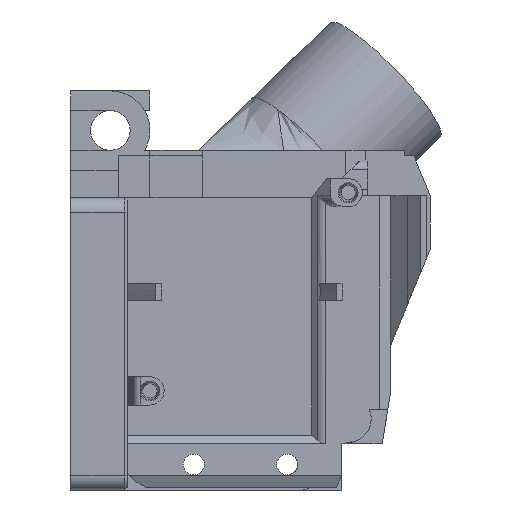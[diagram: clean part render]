
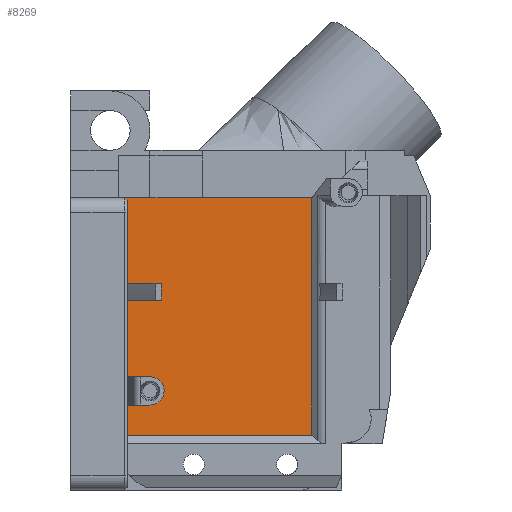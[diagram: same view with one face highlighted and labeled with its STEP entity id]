
A CAD part, left-side view. The second image highlights one B-rep face of the part: STEP entity #8269.
In plain terms, the highlighted planar face has unit normal (-1, 0, 0).
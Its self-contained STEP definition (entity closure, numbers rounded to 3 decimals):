
#151=FACE_BOUND('',#1316,.T.);
#417=PLANE('',#8974);
#842=FACE_OUTER_BOUND('',#1315,.T.);
#1315=EDGE_LOOP('',(#7657,#7658,#7659,#7660,#7661,#7662,#7663,#7664,#7665,
#7666,#7667));
#1316=EDGE_LOOP('',(#7668,#7669,#7670,#7671));
#1591=CIRCLE('',#8960,15.5);
#1592=CIRCLE('',#8963,21.5);
#1593=CIRCLE('',#8964,21.5);
#1594=CIRCLE('',#8966,2.5);
#1739=LINE('',#11480,#2542);
#2484=LINE('',#16422,#3287);
#2487=LINE('',#16427,#3290);
#2488=LINE('',#16431,#3291);
#2491=LINE('',#16442,#3294);
#2495=LINE('',#16460,#3298);
#2497=LINE('',#16464,#3300);
#2499=LINE('',#16467,#3302);
#2500=LINE('',#16469,#3303);
#2501=LINE('',#16470,#3304);
#2502=LINE('',#16474,#3305);
#2542=VECTOR('',#9052,10.);
#3287=VECTOR('',#11089,10.);
#3290=VECTOR('',#11094,10.);
#3291=VECTOR('',#11097,10.);
#3294=VECTOR('',#11106,10.);
#3298=VECTOR('',#11122,10.);
#3300=VECTOR('',#11126,10.);
#3302=VECTOR('',#11130,10.);
#3303=VECTOR('',#11133,10.);
#3304=VECTOR('',#11134,10.);
#3305=VECTOR('',#11141,10.);
#3357=VERTEX_POINT('',#11478);
#3358=VERTEX_POINT('',#11479);
#4071=VERTEX_POINT('',#16419);
#4072=VERTEX_POINT('',#16421);
#4073=VERTEX_POINT('',#16425);
#4074=VERTEX_POINT('',#16429);
#4075=VERTEX_POINT('',#16430);
#4076=VERTEX_POINT('',#16437);
#4077=VERTEX_POINT('',#16441);
#4078=VERTEX_POINT('',#16447);
#4079=VERTEX_POINT('',#16449);
#4080=VERTEX_POINT('',#16453);
#4081=VERTEX_POINT('',#16454);
#4082=VERTEX_POINT('',#16459);
#4083=VERTEX_POINT('',#16463);
#4146=EDGE_CURVE('',#3357,#3358,#1739,.F.);
#5259=EDGE_CURVE('',#4072,#4071,#2484,.T.);
#5262=EDGE_CURVE('',#4072,#4073,#2487,.T.);
#5263=EDGE_CURVE('',#4074,#4075,#2488,.T.);
#5266=EDGE_CURVE('',#4076,#4074,#1591,.T.);
#5268=EDGE_CURVE('',#4077,#4076,#2491,.T.);
#5270=EDGE_CURVE('',#4078,#4077,#1592,.T.);
#5272=EDGE_CURVE('',#4075,#4079,#1593,.T.);
#5273=EDGE_CURVE('',#4080,#4081,#1594,.T.);
#5276=EDGE_CURVE('',#4082,#4080,#2495,.T.);
#5278=EDGE_CURVE('',#4083,#4082,#2497,.T.);
#5280=EDGE_CURVE('',#4083,#4081,#2499,.T.);
#5281=EDGE_CURVE('',#4073,#4079,#2500,.T.);
#5282=EDGE_CURVE('',#3357,#4078,#2501,.T.);
#5284=EDGE_CURVE('',#3358,#4071,#2502,.T.);
#7657=ORIENTED_EDGE('',*,*,#5282,.T.);
#7658=ORIENTED_EDGE('',*,*,#5270,.T.);
#7659=ORIENTED_EDGE('',*,*,#5268,.T.);
#7660=ORIENTED_EDGE('',*,*,#5266,.T.);
#7661=ORIENTED_EDGE('',*,*,#5263,.T.);
#7662=ORIENTED_EDGE('',*,*,#5272,.T.);
#7663=ORIENTED_EDGE('',*,*,#5281,.F.);
#7664=ORIENTED_EDGE('',*,*,#5262,.F.);
#7665=ORIENTED_EDGE('',*,*,#5259,.T.);
#7666=ORIENTED_EDGE('',*,*,#5284,.F.);
#7667=ORIENTED_EDGE('',*,*,#4146,.F.);
#7668=ORIENTED_EDGE('',*,*,#5280,.F.);
#7669=ORIENTED_EDGE('',*,*,#5278,.T.);
#7670=ORIENTED_EDGE('',*,*,#5276,.T.);
#7671=ORIENTED_EDGE('',*,*,#5273,.T.);
#8269=ADVANCED_FACE('',(#842,#151),#417,.T.);
#8960=AXIS2_PLACEMENT_3D('',#16438,#11101,#11102);
#8963=AXIS2_PLACEMENT_3D('',#16448,#11109,#11110);
#8964=AXIS2_PLACEMENT_3D('',#16451,#11112,#11113);
#8966=AXIS2_PLACEMENT_3D('',#16455,#11116,#11117);
#8974=AXIS2_PLACEMENT_3D('',#16475,#11142,#11143);
#9052=DIRECTION('',(0.,-0.707,-0.707));
#11089=DIRECTION('',(0.,0.,1.));
#11094=DIRECTION('',(0.,1.,0.));
#11097=DIRECTION('',(0.,1.,0.));
#11101=DIRECTION('center_axis',(-1.,0.,0.));
#11102=DIRECTION('ref_axis',(0.,-1.,0.));
#11106=DIRECTION('',(0.,-1.,0.));
#11109=DIRECTION('center_axis',(1.,0.,0.));
#11110=DIRECTION('ref_axis',(0.,1.,0.));
#11112=DIRECTION('center_axis',(1.,0.,0.));
#11113=DIRECTION('ref_axis',(0.,1.,0.));
#11116=DIRECTION('center_axis',(1.,0.,0.));
#11117=DIRECTION('ref_axis',(0.,-1.,0.));
#11122=DIRECTION('',(0.,-1.,0.));
#11126=DIRECTION('',(0.,0.,1.));
#11130=DIRECTION('',(0.,-1.,0.));
#11133=DIRECTION('',(0.,0.,1.));
#11134=DIRECTION('',(0.,0.,-1.));
#11141=DIRECTION('',(0.,-1.,0.));
#11142=DIRECTION('center_axis',(-1.,0.,0.));
#11143=DIRECTION('ref_axis',(0.,-1.,0.));
#11478=CARTESIAN_POINT('',(-22.,20.,54.319));
#11479=CARTESIAN_POINT('',(-22.,20.5,54.819));
#11480=CARTESIAN_POINT('',(-22.,7.326,41.646));
#16419=CARTESIAN_POINT('',(-22.,-12.603,54.819));
#16421=CARTESIAN_POINT('',(-22.,-12.603,12.93));
#16422=CARTESIAN_POINT('',(-22.,-12.603,29.088));
#16425=CARTESIAN_POINT('',(-22.,20.,12.93));
#16427=CARTESIAN_POINT('',(-22.,-11.216,12.93));
#16429=CARTESIAN_POINT('',(-22.,13.927,36.719));
#16430=CARTESIAN_POINT('',(-22.,19.948,36.719));
#16431=CARTESIAN_POINT('',(-22.,1.214,36.719));
#16437=CARTESIAN_POINT('',(-22.,13.927,39.719));
#16438=CARTESIAN_POINT('Origin',(-22.,-1.5,38.219));
#16441=CARTESIAN_POINT('',(-22.,19.948,39.719));
#16442=CARTESIAN_POINT('',(-22.,1.716,39.719));
#16447=CARTESIAN_POINT('',(-22.,20.,38.22));
#16448=CARTESIAN_POINT('Origin',(-22.,-1.5,38.219));
#16449=CARTESIAN_POINT('',(-22.,20.,38.218));
#16451=CARTESIAN_POINT('Origin',(-22.,-1.5,38.219));
#16453=CARTESIAN_POINT('',(-22.,15.751,23.207));
#16454=CARTESIAN_POINT('',(-22.,16.,18.219));
#16455=CARTESIAN_POINT('Origin',(-22.,16.,20.719));
#16459=CARTESIAN_POINT('',(-22.,19.9,23.207));
#16460=CARTESIAN_POINT('',(-22.,-1.968,23.207));
#16463=CARTESIAN_POINT('',(-22.,19.9,18.219));
#16464=CARTESIAN_POINT('',(-22.,19.9,38.672));
#16467=CARTESIAN_POINT('',(-22.,3.5,18.219));
#16469=CARTESIAN_POINT('',(-22.,20.,33.922));
#16470=CARTESIAN_POINT('',(-22.,20.,49.199));
#16474=CARTESIAN_POINT('',(-22.,-5.125,54.819));
#16475=CARTESIAN_POINT('Origin',(-22.,-11.5,34.625));
